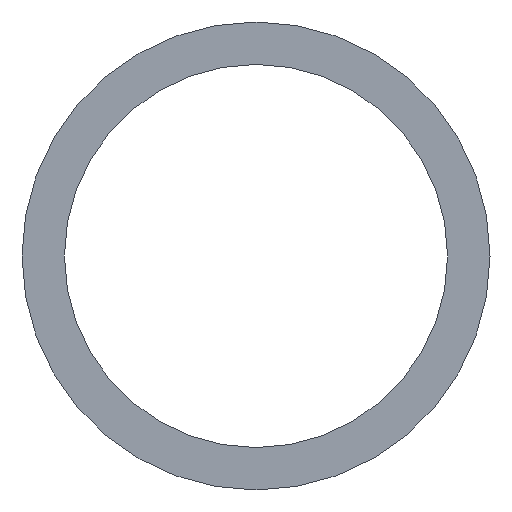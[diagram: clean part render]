
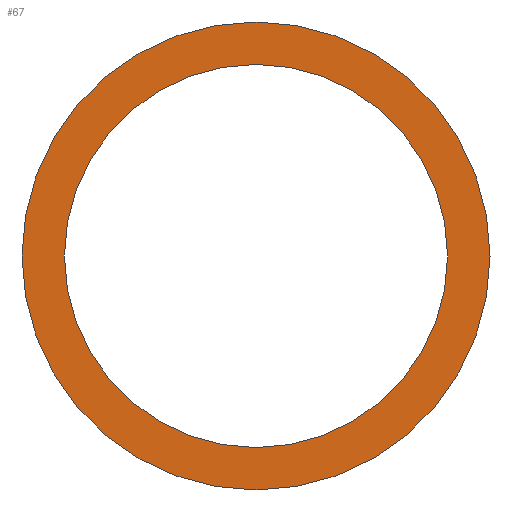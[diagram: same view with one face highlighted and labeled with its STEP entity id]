
A CAD part, left-side view. The second image highlights one B-rep face of the part: STEP entity #67.
In plain terms, the highlighted planar face has unit normal (-1, 0, 0).
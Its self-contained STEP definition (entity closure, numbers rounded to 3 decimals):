
#51 = EDGE_CURVE( '', #99, #97, #121, .T. );
#57 = EDGE_CURVE( '', #65, #87, #127, .T. );
#59 = EDGE_CURVE( '', #97, #99, #129, .T. );
#63 = EDGE_CURVE( '', #87, #65, #133, .T. );
#65 = VERTEX_POINT( '', #135 );
#67 = ADVANCED_FACE( '', ( #137, #138 ), #139, .F. );
#87 = VERTEX_POINT( '', #164 );
#97 = VERTEX_POINT( '', #175 );
#99 = VERTEX_POINT( '', #177 );
#121 = CIRCLE( '', #190, 57.3 );
#127 = CIRCLE( '', #200, 70. );
#129 = CIRCLE( '', #203, 57.3 );
#133 = CIRCLE( '', #208, 70. );
#135 = CARTESIAN_POINT( '', ( 0., 0., 70. ) );
#137 = FACE_OUTER_BOUND( '', #212, .T. );
#138 = FACE_BOUND( '', #213, .T. );
#139 = PLANE( '', #214 );
#164 = CARTESIAN_POINT( '', ( 0., 0., -70. ) );
#175 = CARTESIAN_POINT( '', ( 0., 0., 57.3 ) );
#177 = CARTESIAN_POINT( '', ( 0., 0., -57.3 ) );
#190 = AXIS2_PLACEMENT_3D( '', #266, #267, #268 );
#200 = AXIS2_PLACEMENT_3D( '', #273, #274, #275 );
#203 = AXIS2_PLACEMENT_3D( '', #276, #277, #278 );
#208 = AXIS2_PLACEMENT_3D( '', #279, #280, #281 );
#212 = EDGE_LOOP( '', ( #283, #284 ) );
#213 = EDGE_LOOP( '', ( #285, #286 ) );
#214 = AXIS2_PLACEMENT_3D( '', #287, #288, #289 );
#266 = CARTESIAN_POINT( '', ( 0., 0., 0. ) );
#267 = DIRECTION( '', ( 1., 0., 0. ) );
#268 = DIRECTION( '', ( 0., 0., -1. ) );
#273 = CARTESIAN_POINT( '', ( 0., 0., 0. ) );
#274 = DIRECTION( '', ( 1., 0., 0. ) );
#275 = DIRECTION( '', ( 0., 0., -1. ) );
#276 = CARTESIAN_POINT( '', ( 0., 0., 0. ) );
#277 = DIRECTION( '', ( 1., 0., 0. ) );
#278 = DIRECTION( '', ( 0., 0., -1. ) );
#279 = CARTESIAN_POINT( '', ( 0., 0., 0. ) );
#280 = DIRECTION( '', ( 1., 0., 0. ) );
#281 = DIRECTION( '', ( 0., 0., -1. ) );
#283 = ORIENTED_EDGE( '', *, *, #63, .F. );
#284 = ORIENTED_EDGE( '', *, *, #57, .F. );
#285 = ORIENTED_EDGE( '', *, *, #51, .T. );
#286 = ORIENTED_EDGE( '', *, *, #59, .T. );
#287 = CARTESIAN_POINT( '', ( 0., 0., 0. ) );
#288 = DIRECTION( '', ( 1., 0., 0. ) );
#289 = DIRECTION( '', ( 0., 0., -1. ) );
